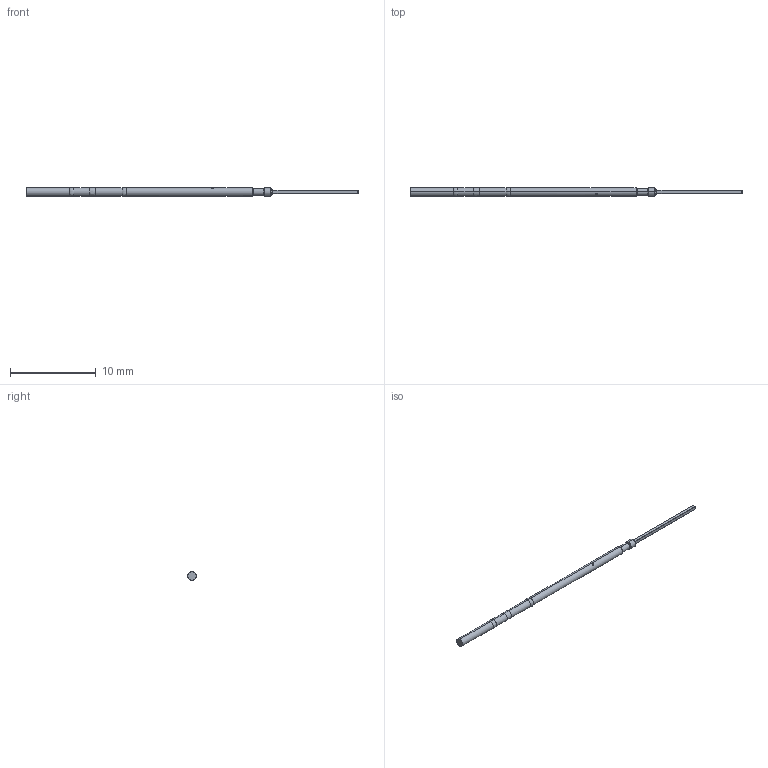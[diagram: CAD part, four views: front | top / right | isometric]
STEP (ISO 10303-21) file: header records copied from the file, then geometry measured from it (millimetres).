
FILE_DESCRIPTION (( 'STEP AP214' ), '1' );
FILE_NAME ('050-STB255W1.STEP', '2019-08-29T10:44:32', ( '' ), ( '' ), 'SwSTEP 2.0', 'SolidWorks 2018', '' );
FILE_SCHEMA (( 'AUTOMOTIVE_DESIGN' ));
Length unit declared in the file: inch
Products named in the file (1): 050-STB255W1
Bounding box: 38.73 x 1.04 x 1.05 mm (x, y, z)
Volume: 21.9 mm3; surface area: 102.3 mm2
Topology: 1 solids, 1 shells, 50 faces, 108 edges, 64 vertices
Faces by surface type: cone 16, cylinder 14, plane 14, torus 6
Entity records: 2225 total; most frequent: CARTESIAN_POINT 452, DIRECTION 240, ORIENTED_EDGE 216, EDGE_CURVE 108, AXIS2_PLACEMENT_3D 99, VERTEX_POINT 64, EDGE_LOOP 54, LENGTH_MEASURE_WITH_UNIT 53
